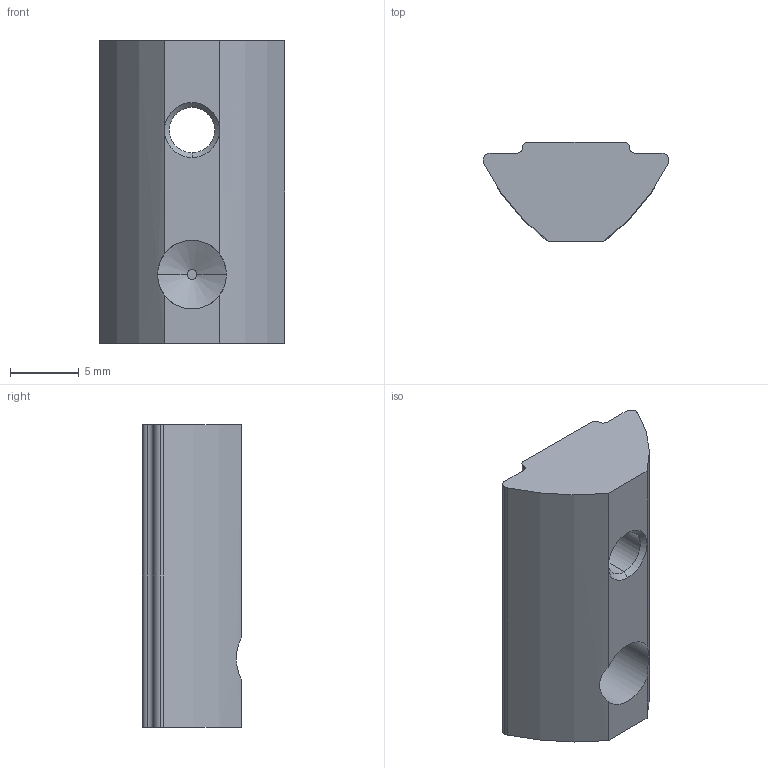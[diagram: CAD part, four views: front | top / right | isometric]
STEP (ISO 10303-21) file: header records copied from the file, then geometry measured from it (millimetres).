
FILE_DESCRIPTION (( 'STEP AP214' ), '1' );
FILE_NAME ('096024.STEP', '2022-09-19T10:01:53', ( '' ), ( '' ), 'SwSTEP 2.0', 'SolidWorks 2022', '' );
FILE_SCHEMA (( 'AUTOMOTIVE_DESIGN' ));
Length unit declared in the file: millimetre
Products named in the file (1): 096024
Bounding box: 13.5 x 7.2 x 22 mm (x, y, z)
Volume: 1346.6 mm3; surface area: 1041.9 mm2
Topology: 1 solids, 1 shells, 27 faces, 69 edges, 44 vertices
Faces by surface type: cylinder 13, plane 8, cone 6
Entity records: 907 total; most frequent: CARTESIAN_POINT 169, DIRECTION 153, ORIENTED_EDGE 138, EDGE_CURVE 69, AXIS2_PLACEMENT_3D 60, VERTEX_POINT 44, LINE 33, VECTOR 33
